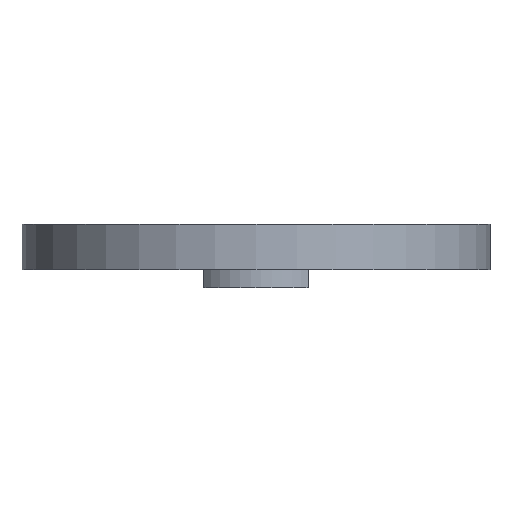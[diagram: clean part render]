
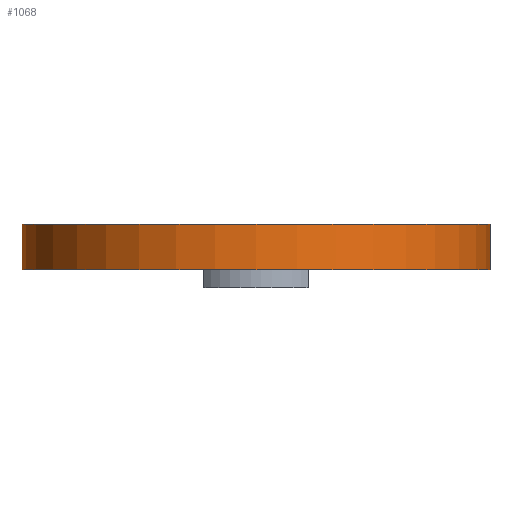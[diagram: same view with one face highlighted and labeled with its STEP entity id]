
A CAD part, front view. The second image highlights one B-rep face of the part: STEP entity #1068.
In plain terms, the highlighted cylindrical face has radius 12.8 mm (diameter 25.6 mm), a partial arc.
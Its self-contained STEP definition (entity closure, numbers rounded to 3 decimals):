
#593 = EDGE_CURVE ( 'NONE', #2237, #3726, #3419, .T. ) ;
#615 = ORIENTED_EDGE ( 'NONE', *, *, #1000, .T. ) ;
#654 = DIRECTION ( 'NONE',  ( 1., 0., 0. ) ) ;
#672 = CARTESIAN_POINT ( 'NONE',  ( 12.8, 0., 0. ) ) ;
#1000 = EDGE_CURVE ( 'NONE', #6002, #2401, #4146, .T. ) ;
#1068 = ADVANCED_FACE ( 'NONE', ( #6510 ), #5207, .T. ) ;
#1211 = ORIENTED_EDGE ( 'NONE', *, *, #2087, .T. ) ;
#1554 = CIRCLE ( 'NONE', #4917, 12.8 ) ;
#1669 = DIRECTION ( 'NONE',  ( -1., 0., 0. ) ) ;
#1735 = DIRECTION ( 'NONE',  ( 0., 0., 1. ) ) ;
#2087 = EDGE_CURVE ( 'NONE', #2401, #3726, #5929, .T. ) ;
#2237 = VERTEX_POINT ( 'NONE', #5342 ) ;
#2247 = DIRECTION ( 'NONE',  ( 0., 0., -1. ) ) ;
#2401 = VERTEX_POINT ( 'NONE', #4868 ) ;
#2507 = VECTOR ( 'NONE', #5828, 1000. ) ;
#2734 = EDGE_LOOP ( 'NONE', ( #2779, #3607, #615, #1211 ) ) ;
#2779 = ORIENTED_EDGE ( 'NONE', *, *, #593, .F. ) ;
#3419 = LINE ( 'NONE', #6395, #4980 ) ;
#3458 = AXIS2_PLACEMENT_3D ( 'NONE', #6403, #3801, #4129 ) ;
#3607 = ORIENTED_EDGE ( 'NONE', *, *, #3698, .F. ) ;
#3669 = DIRECTION ( 'NONE',  ( 0., 0., -1. ) ) ;
#3698 = EDGE_CURVE ( 'NONE', #6002, #2237, #1554, .T. ) ;
#3726 = VERTEX_POINT ( 'NONE', #672 ) ;
#3733 = CARTESIAN_POINT ( 'NONE',  ( 0., 0., 2.5 ) ) ;
#3791 = CARTESIAN_POINT ( 'NONE',  ( 0., 0., 2.5 ) ) ;
#3801 = DIRECTION ( 'NONE',  ( 0., 0., 1. ) ) ;
#4128 = CARTESIAN_POINT ( 'NONE',  ( -12.8, 0., 2.5 ) ) ;
#4129 = DIRECTION ( 'NONE',  ( 1., 0., 0. ) ) ;
#4146 = LINE ( 'NONE', #5289, #2507 ) ;
#4868 = CARTESIAN_POINT ( 'NONE',  ( -12.8, 0., 0. ) ) ;
#4917 = AXIS2_PLACEMENT_3D ( 'NONE', #3791, #1735, #654 ) ;
#4980 = VECTOR ( 'NONE', #2247, 1000. ) ;
#5207 = CYLINDRICAL_SURFACE ( 'NONE', #5507, 12.8 ) ;
#5289 = CARTESIAN_POINT ( 'NONE',  ( -12.8, 0., 2.5 ) ) ;
#5342 = CARTESIAN_POINT ( 'NONE',  ( 12.8, 0., 2.5 ) ) ;
#5507 = AXIS2_PLACEMENT_3D ( 'NONE', #3733, #3669, #1669 ) ;
#5828 = DIRECTION ( 'NONE',  ( 0., 0., -1. ) ) ;
#5929 = CIRCLE ( 'NONE', #3458, 12.8 ) ;
#6002 = VERTEX_POINT ( 'NONE', #4128 ) ;
#6395 = CARTESIAN_POINT ( 'NONE',  ( 12.8, 0., 2.5 ) ) ;
#6403 = CARTESIAN_POINT ( 'NONE',  ( 0., 0., 0. ) ) ;
#6510 = FACE_OUTER_BOUND ( 'NONE', #2734, .T. ) ;
